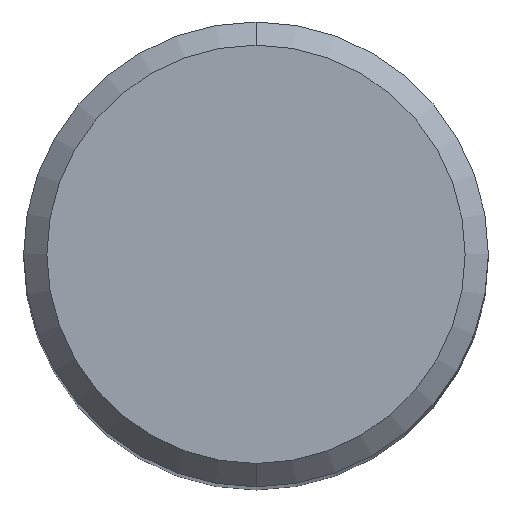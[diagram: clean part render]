
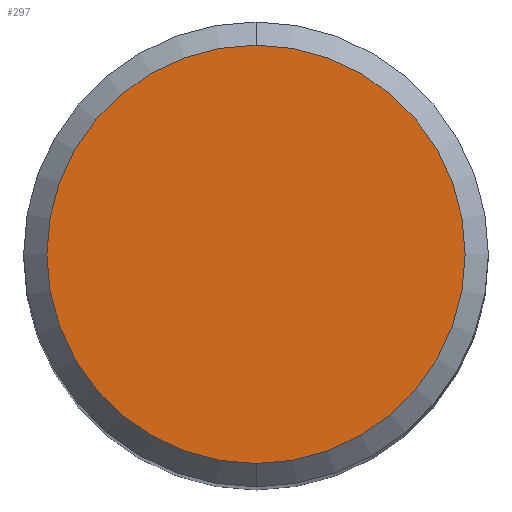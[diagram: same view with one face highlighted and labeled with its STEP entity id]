
A CAD part, top view. The second image highlights one B-rep face of the part: STEP entity #297.
In plain terms, the highlighted planar face has unit normal (0, 0, 1).
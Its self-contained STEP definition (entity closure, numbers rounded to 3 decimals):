
#297=ADVANCED_FACE('',(#613),#614,.T.);
#331=VERTEX_POINT('',#654);
#367=EDGE_CURVE('',#425,#331,#693,.T.);
#425=VERTEX_POINT('',#753);
#451=EDGE_CURVE('',#331,#425,#787,.T.);
#613=FACE_OUTER_BOUND('',#1088,.T.);
#614=PLANE('',#1089);
#654=CARTESIAN_POINT('',(0.0,4.5,0.0));
#693=CIRCLE('',#1299,4.5);
#753=CARTESIAN_POINT('',(0.,-4.5,0.0));
#787=CIRCLE('',#1447,4.5);
#1088=EDGE_LOOP('',(#1603,#1604));
#1089=AXIS2_PLACEMENT_3D('',#1605,#1606,#1607);
#1299=AXIS2_PLACEMENT_3D('',#1695,#1696,#1697);
#1447=AXIS2_PLACEMENT_3D('',#1824,#1825,#1826);
#1603=ORIENTED_EDGE('',*,*,#451,.F.);
#1604=ORIENTED_EDGE('',*,*,#367,.F.);
#1605=CARTESIAN_POINT('',(0.0,2.25,0.0));
#1606=DIRECTION('',(-0.0,0.0,1.0));
#1607=DIRECTION('',(0.0,-1.0,0.0));
#1695=CARTESIAN_POINT('',(0.0,0.0,0.0));
#1696=DIRECTION('',(0.0,0.0,-1.0));
#1697=DIRECTION('',(0.0,1.0,0.0));
#1824=CARTESIAN_POINT('',(0.0,0.0,0.0));
#1825=DIRECTION('',(0.0,0.0,-1.0));
#1826=DIRECTION('',(0.0,1.0,0.0));
